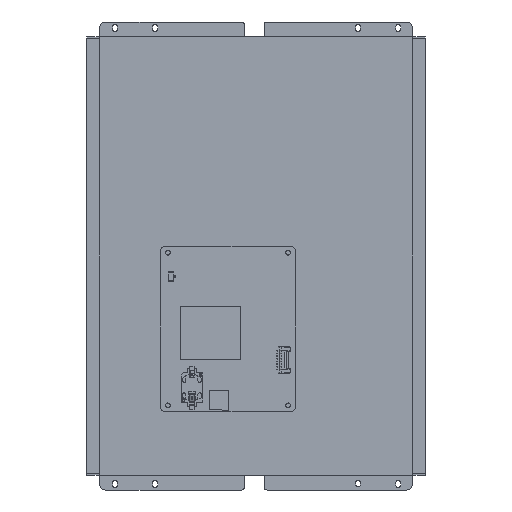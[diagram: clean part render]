
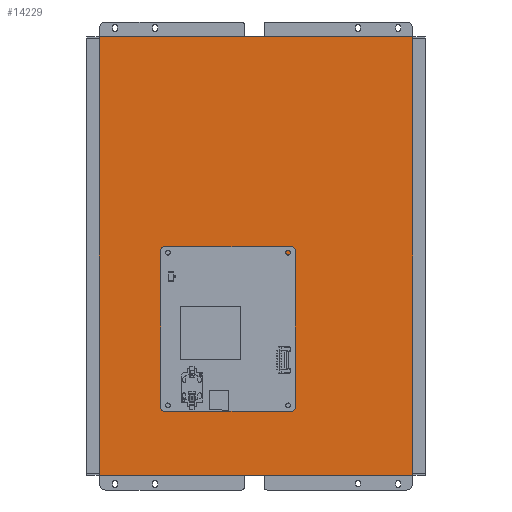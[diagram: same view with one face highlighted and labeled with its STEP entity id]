
A CAD part, front view. The second image highlights one B-rep face of the part: STEP entity #14229.
In plain terms, the highlighted planar face has unit normal (0, -1, 0).
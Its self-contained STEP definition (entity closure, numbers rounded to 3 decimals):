
#144=FACE_BOUND('',#2128,.T.);
#145=FACE_BOUND('',#2129,.T.);
#146=FACE_BOUND('',#2130,.T.);
#147=FACE_BOUND('',#2131,.T.);
#217=PLANE('',#15321);
#1349=FACE_OUTER_BOUND('',#2127,.T.);
#2127=EDGE_LOOP('',(#10224,#10225,#10226,#10227));
#2128=EDGE_LOOP('',(#10228));
#2129=EDGE_LOOP('',(#10229));
#2130=EDGE_LOOP('',(#10230));
#2131=EDGE_LOOP('',(#10231));
#3008=LINE('',#20712,#4674);
#3009=LINE('',#20714,#4675);
#3010=LINE('',#20716,#4676);
#3011=LINE('',#20717,#4677);
#4674=VECTOR('',#16703,10.);
#4675=VECTOR('',#16704,10.);
#4676=VECTOR('',#16705,10.);
#4677=VECTOR('',#16706,10.);
#6270=CIRCLE('',#15300,1.75);
#6272=CIRCLE('',#15304,1.75);
#6274=CIRCLE('',#15308,1.75);
#6279=CIRCLE('',#15318,1.75);
#6718=VERTEX_POINT('',#20673);
#6720=VERTEX_POINT('',#20680);
#6722=VERTEX_POINT('',#20687);
#6725=VERTEX_POINT('',#20704);
#6726=VERTEX_POINT('',#20710);
#6727=VERTEX_POINT('',#20711);
#6728=VERTEX_POINT('',#20713);
#6729=VERTEX_POINT('',#20715);
#8085=EDGE_CURVE('',#6718,#6718,#6270,.T.);
#8088=EDGE_CURVE('',#6720,#6720,#6272,.T.);
#8091=EDGE_CURVE('',#6722,#6722,#6274,.T.);
#8100=EDGE_CURVE('',#6725,#6725,#6279,.T.);
#8103=EDGE_CURVE('',#6726,#6727,#3008,.T.);
#8104=EDGE_CURVE('',#6727,#6728,#3009,.T.);
#8105=EDGE_CURVE('',#6728,#6729,#3010,.T.);
#8106=EDGE_CURVE('',#6726,#6729,#3011,.T.);
#10224=ORIENTED_EDGE('',*,*,#8103,.T.);
#10225=ORIENTED_EDGE('',*,*,#8104,.T.);
#10226=ORIENTED_EDGE('',*,*,#8105,.T.);
#10227=ORIENTED_EDGE('',*,*,#8106,.F.);
#10228=ORIENTED_EDGE('',*,*,#8085,.T.);
#10229=ORIENTED_EDGE('',*,*,#8088,.T.);
#10230=ORIENTED_EDGE('',*,*,#8091,.T.);
#10231=ORIENTED_EDGE('',*,*,#8100,.T.);
#14229=ADVANCED_FACE('',(#1349,#144,#145,#146,#147),#217,.T.);
#15300=AXIS2_PLACEMENT_3D('',#20674,#16652,#16653);
#15304=AXIS2_PLACEMENT_3D('',#20681,#16661,#16662);
#15308=AXIS2_PLACEMENT_3D('',#20688,#16670,#16671);
#15318=AXIS2_PLACEMENT_3D('',#20705,#16694,#16695);
#15321=AXIS2_PLACEMENT_3D('',#20709,#16701,#16702);
#16652=DIRECTION('center_axis',(0.,1.,0.));
#16653=DIRECTION('ref_axis',(-1.,0.,0.));
#16661=DIRECTION('center_axis',(0.,1.,0.));
#16662=DIRECTION('ref_axis',(-1.,0.,0.));
#16670=DIRECTION('center_axis',(0.,1.,0.));
#16671=DIRECTION('ref_axis',(-1.,0.,0.));
#16694=DIRECTION('center_axis',(0.,1.,0.));
#16695=DIRECTION('ref_axis',(-1.,0.,0.));
#16701=DIRECTION('center_axis',(0.,-1.,0.));
#16702=DIRECTION('ref_axis',(0.,0.,-1.));
#16703=DIRECTION('',(0.,0.,-1.));
#16704=DIRECTION('',(1.,0.,0.));
#16705=DIRECTION('',(0.,0.,1.));
#16706=DIRECTION('',(1.,0.,0.));
#20673=CARTESIAN_POINT('',(-190.99,-7.6,-160.78));
#20674=CARTESIAN_POINT('Origin',(-192.74,-7.6,-160.78));
#20680=CARTESIAN_POINT('',(-100.99,-7.6,-275.08));
#20681=CARTESIAN_POINT('Origin',(-102.74,-7.6,-275.08));
#20687=CARTESIAN_POINT('',(-100.99,-7.6,-165.363));
#20688=CARTESIAN_POINT('Origin',(-102.74,-7.6,-165.363));
#20704=CARTESIAN_POINT('',(-190.99,-7.6,-275.08));
#20705=CARTESIAN_POINT('Origin',(-192.74,-7.6,-275.08));
#20709=CARTESIAN_POINT('Origin',(-253.5,-7.6,1.));
#20710=CARTESIAN_POINT('',(-244.25,-7.6,1.));
#20711=CARTESIAN_POINT('',(-244.25,-7.6,-327.5));
#20712=CARTESIAN_POINT('',(-244.25,-7.6,1.));
#20713=CARTESIAN_POINT('',(-9.25,-7.6,-327.5));
#20714=CARTESIAN_POINT('',(-253.5,-7.6,-327.5));
#20715=CARTESIAN_POINT('',(-9.25,-7.6,1.));
#20716=CARTESIAN_POINT('',(-9.25,-7.6,-163.25));
#20717=CARTESIAN_POINT('',(-253.5,-7.6,1.));
